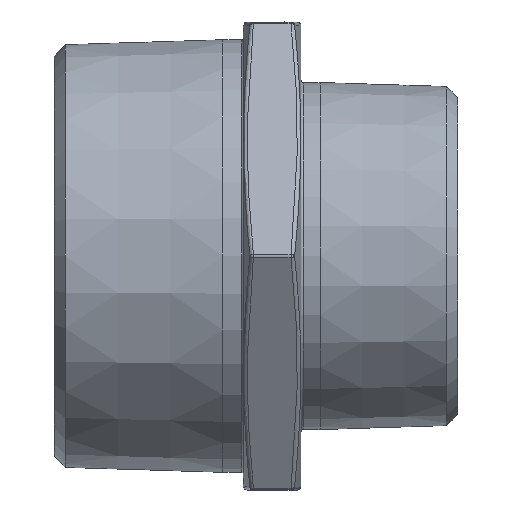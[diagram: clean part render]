
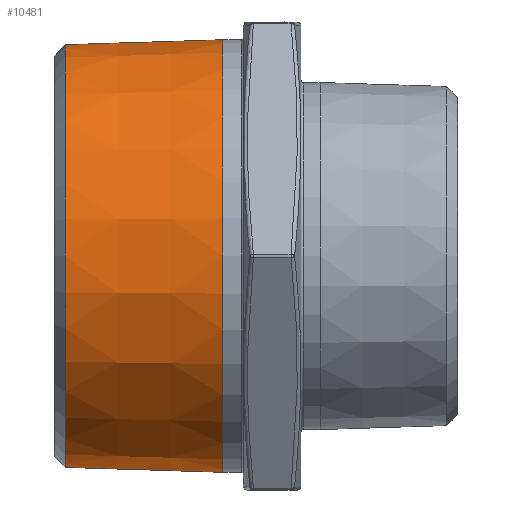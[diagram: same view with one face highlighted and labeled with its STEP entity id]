
A CAD part, front view. The second image highlights one B-rep face of the part: STEP entity #10481.
In plain terms, the highlighted conical face has half-angle 1.79 degrees and reference radius 29.807 mm.
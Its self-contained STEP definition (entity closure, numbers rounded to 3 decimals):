
#860 = DIRECTION ( 'NONE',  ( 1., 0., 0. ) ) ;
#988 = FACE_OUTER_BOUND ( 'NONE', #12044, .T. ) ;
#1032 = VERTEX_POINT ( 'NONE', #10379 ) ;
#1742 = DIRECTION ( 'NONE',  ( -1., 0., 0. ) ) ;
#1827 = DIRECTION ( 'NONE',  ( 1., 0., 0. ) ) ;
#1888 = AXIS2_PLACEMENT_3D ( 'NONE', #5016, #860, #10193 ) ;
#4160 = CIRCLE ( 'NONE', #10415, 30.041 ) ;
#4206 = CIRCLE ( 'NONE', #5726, 29.356 ) ;
#4359 = ORIENTED_EDGE ( 'NONE', *, *, #6709, .T. ) ;
#4721 = CONICAL_SURFACE ( 'NONE', #1888, 29.807, 0.031 ) ;
#4904 = CARTESIAN_POINT ( 'NONE',  ( 1.478, 0., 0. ) ) ;
#5016 = CARTESIAN_POINT ( 'NONE',  ( 15.9, 0., 0. ) ) ;
#5466 = EDGE_LOOP ( 'NONE', ( #4359 ) ) ;
#5726 = AXIS2_PLACEMENT_3D ( 'NONE', #4904, #1827, #6034 ) ;
#6034 = DIRECTION ( 'NONE',  ( 0., 0., 1. ) ) ;
#6184 = ORIENTED_EDGE ( 'NONE', *, *, #7795, .T. ) ;
#6709 = EDGE_CURVE ( 'NONE', #9434, #9434, #4206, .T. ) ;
#7795 = EDGE_CURVE ( 'NONE', #1032, #1032, #4160, .T. ) ;
#9121 = CARTESIAN_POINT ( 'NONE',  ( 23.4, 0., 0. ) ) ;
#9434 = VERTEX_POINT ( 'NONE', #12491 ) ;
#10127 = FACE_BOUND ( 'NONE', #5466, .T. ) ;
#10193 = DIRECTION ( 'NONE',  ( 0., 0., -1. ) ) ;
#10196 = DIRECTION ( 'NONE',  ( 0., 0., 1. ) ) ;
#10379 = CARTESIAN_POINT ( 'NONE',  ( 23.4, 0., 30.041 ) ) ;
#10415 = AXIS2_PLACEMENT_3D ( 'NONE', #9121, #1742, #10196 ) ;
#10481 = ADVANCED_FACE ( 'NONE', ( #10127, #988 ), #4721, .T. ) ;
#12044 = EDGE_LOOP ( 'NONE', ( #6184 ) ) ;
#12491 = CARTESIAN_POINT ( 'NONE',  ( 1.478, 0., 29.356 ) ) ;
